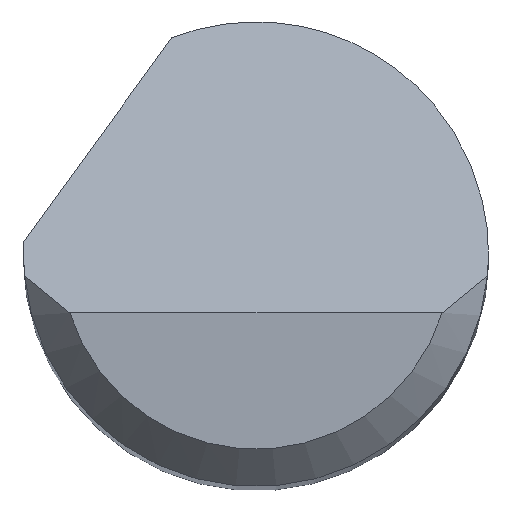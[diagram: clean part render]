
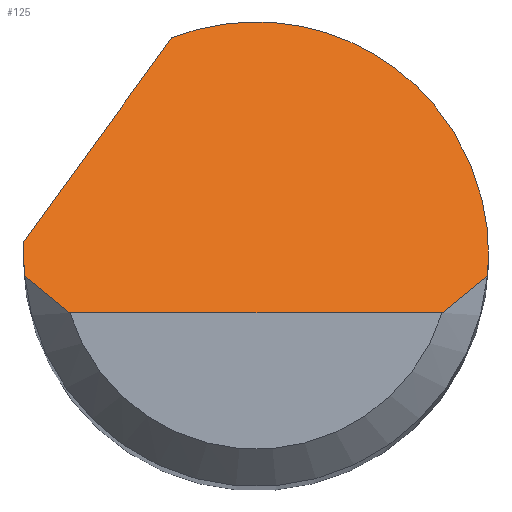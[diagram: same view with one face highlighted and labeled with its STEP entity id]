
A CAD part, top view. The second image highlights one B-rep face of the part: STEP entity #125.
In plain terms, the highlighted planar face has unit normal (0, 0.707, 0.707).
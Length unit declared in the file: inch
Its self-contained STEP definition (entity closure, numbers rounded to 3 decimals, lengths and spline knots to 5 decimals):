
#25 = EDGE_LOOP ( 'NONE', ( #463, #553, #901, #829, #386, #881, #344, #128 ) ) ;
#63 = CARTESIAN_POINT ( 'NONE',  ( -0.03394, 0.08739, 1.38886 ) ) ;
#64 = CARTESIAN_POINT ( 'NONE',  ( 0., -0.02375, 1.5 ) ) ;
#71 = CARTESIAN_POINT ( 'NONE',  ( 0.07508, -0.02375, 1.5 ) ) ;
#85 = EDGE_CURVE ( 'NONE', #491, #614, #501, .T. ) ;
#103 = CARTESIAN_POINT ( 'NONE',  ( 0.09334, -0.00875, 1.485 ) ) ;
#105 = CARTESIAN_POINT ( 'NONE',  ( -0.09334, -0.00875, 1.485 ) ) ;
#114 = VERTEX_POINT ( 'NONE', #875 ) ;
#120 = CARTESIAN_POINT ( 'NONE',  ( -0.08761, -0.01397, 1.49022 ) ) ;
#125 = ADVANCED_FACE ( 'NONE', ( #662 ), #374, .F. ) ;
#128 = ORIENTED_EDGE ( 'NONE', *, *, #884, .T. ) ;
#130 = B_SPLINE_CURVE_WITH_KNOTS ( 'NONE', 3,
 ( #517, #813, #596, #818 ),
 .UNSPECIFIED., .F., .F.,
 ( 4, 4 ),
 ( 0., 0.00071 ),
 .UNSPECIFIED. ) ;
#141 = EDGE_CURVE ( 'NONE', #614, #212, #130, .T. ) ;
#171 = EDGE_CURVE ( 'NONE', #819, #382, #437, .T. ) ;
#176 = EDGE_CURVE ( 'NONE', #430, #114, #653, .T. ) ;
#179 = VERTEX_POINT ( 'NONE', #428 ) ;
#187 = CARTESIAN_POINT ( 'NONE',  ( -0.08157, -0.019, 1.49525 ) ) ;
#212 = VERTEX_POINT ( 'NONE', #471 ) ;
#236 = CARTESIAN_POINT ( 'NONE',  ( -0.09375, -0.00292, 1.47917 ) ) ;
#240 = DIRECTION ( 'NONE',  ( 0.456, 0.629, -0.629 ) ) ;
#241 = EDGE_CURVE ( 'NONE', #179, #212, #920, .T. ) ;
#288 = CARTESIAN_POINT ( 'NONE',  ( -0.09371, 0.00333, 1.47292 ) ) ;
#303 = DIRECTION ( 'NONE',  ( 0., 0.707, -0.707 ) ) ;
#344 = ORIENTED_EDGE ( 'NONE', *, *, #171, .F. ) ;
#348 = EDGE_CURVE ( 'NONE', #382, #430, #633, .T. ) ;
#365 = EDGE_CURVE ( 'NONE', #114, #179, #559, .T. ) ;
#374 = PLANE ( 'NONE',  #419 ) ;
#377 = VECTOR ( 'NONE', #793, 39.37008 ) ;
#382 = VERTEX_POINT ( 'NONE', #565 ) ;
#386 = ORIENTED_EDGE ( 'NONE', *, *, #176, .F. ) ;
#411 = CARTESIAN_POINT ( 'NONE',  ( 0.03379, 0.11369, 1.36256 ) ) ;
#419 = AXIS2_PLACEMENT_3D ( 'NONE', #512, #440, #303 ) ;
#428 = CARTESIAN_POINT ( 'NONE',  ( 0.09375, 0., 1.47625 ) ) ;
#430 = VERTEX_POINT ( 'NONE', #927 ) ;
#437 =( BOUNDED_CURVE ( )  B_SPLINE_CURVE ( 3, ( #591, #886, #236, #890 ),
 .UNSPECIFIED., .F., .F. ) 
 B_SPLINE_CURVE_WITH_KNOTS ( ( 4, 4 ),
 ( 4.61892, 4.71239 ),
 .UNSPECIFIED. ) 
 CURVE ( )  GEOMETRIC_REPRESENTATION_ITEM ( )  RATIONAL_B_SPLINE_CURVE ( ( 1., 0.999, 0.999, 1. ) ) 
 REPRESENTATION_ITEM ( '' )  );
#440 = DIRECTION ( 'NONE',  ( 0., -0.707, -0.707 ) ) ;
#463 = ORIENTED_EDGE ( 'NONE', *, *, #85, .T. ) ;
#471 = CARTESIAN_POINT ( 'NONE',  ( 0.09334, -0.00875, 1.485 ) ) ;
#480 = CARTESIAN_POINT ( 'NONE',  ( 0.09375, 0.07266, 1.40359 ) ) ;
#491 = VERTEX_POINT ( 'NONE', #515 ) ;
#501 = LINE ( 'NONE', #64, #377 ) ;
#512 = CARTESIAN_POINT ( 'NONE',  ( -0.09375, -0.02375, 1.5 ) ) ;
#515 = CARTESIAN_POINT ( 'NONE',  ( -0.07508, -0.02375, 1.5 ) ) ;
#517 = CARTESIAN_POINT ( 'NONE',  ( 0.07508, -0.02375, 1.5 ) ) ;
#553 = ORIENTED_EDGE ( 'NONE', *, *, #141, .T. ) ;
#559 =( BOUNDED_CURVE ( )  B_SPLINE_CURVE ( 3, ( #63, #411, #480, #770 ),
 .UNSPECIFIED., .F., .F. ) 
 B_SPLINE_CURVE_WITH_KNOTS ( ( 4, 4 ),
 ( 5.91277, 7.85398 ),
 .UNSPECIFIED. ) 
 CURVE ( )  GEOMETRIC_REPRESENTATION_ITEM ( )  RATIONAL_B_SPLINE_CURVE ( ( 1., 0.71, 0.71, 1. ) ) 
 REPRESENTATION_ITEM ( '' )  );
#565 = CARTESIAN_POINT ( 'NONE',  ( -0.09375, 0., 1.47625 ) ) ;
#591 = CARTESIAN_POINT ( 'NONE',  ( -0.09334, -0.00875, 1.485 ) ) ;
#596 = CARTESIAN_POINT ( 'NONE',  ( 0.08761, -0.01397, 1.49022 ) ) ;
#600 = CARTESIAN_POINT ( 'NONE',  ( 0.09361, -0.00584, 1.48209 ) ) ;
#604 = CARTESIAN_POINT ( 'NONE',  ( -0.09334, -0.00875, 1.485 ) ) ;
#614 = VERTEX_POINT ( 'NONE', #71 ) ;
#633 =( BOUNDED_CURVE ( )  B_SPLINE_CURVE ( 3, ( #646, #711, #288, #842 ),
 .UNSPECIFIED., .F., .F. ) 
 B_SPLINE_CURVE_WITH_KNOTS ( ( 4, 4 ),
 ( 4.71239, 4.76575 ),
 .UNSPECIFIED. ) 
 CURVE ( )  GEOMETRIC_REPRESENTATION_ITEM ( )  RATIONAL_B_SPLINE_CURVE ( ( 1., 1., 1., 1. ) ) 
 REPRESENTATION_ITEM ( '' )  );
#646 = CARTESIAN_POINT ( 'NONE',  ( -0.09375, 0., 1.47625 ) ) ;
#653 = LINE ( 'NONE', #667, #940 ) ;
#662 = FACE_OUTER_BOUND ( 'NONE', #25, .T. ) ;
#667 = CARTESIAN_POINT ( 'NONE',  ( -0.11014, -0.01781, 1.49406 ) ) ;
#675 = B_SPLINE_CURVE_WITH_KNOTS ( 'NONE', 3,
 ( #105, #120, #187, #830 ),
 .UNSPECIFIED., .F., .F.,
 ( 4, 4 ),
 ( 0., 0.00071 ),
 .UNSPECIFIED. ) ;
#711 = CARTESIAN_POINT ( 'NONE',  ( -0.09375, 0.00167, 1.47458 ) ) ;
#757 = CARTESIAN_POINT ( 'NONE',  ( 0.09375, -0.00292, 1.47917 ) ) ;
#770 = CARTESIAN_POINT ( 'NONE',  ( 0.09375, 0., 1.47625 ) ) ;
#793 = DIRECTION ( 'NONE',  ( 1., 0., 0. ) ) ;
#813 = CARTESIAN_POINT ( 'NONE',  ( 0.08157, -0.019, 1.49525 ) ) ;
#818 = CARTESIAN_POINT ( 'NONE',  ( 0.09334, -0.00875, 1.485 ) ) ;
#819 = VERTEX_POINT ( 'NONE', #604 ) ;
#829 = ORIENTED_EDGE ( 'NONE', *, *, #365, .F. ) ;
#830 = CARTESIAN_POINT ( 'NONE',  ( -0.07508, -0.02375, 1.5 ) ) ;
#842 = CARTESIAN_POINT ( 'NONE',  ( -0.09362, 0.005, 1.47125 ) ) ;
#875 = CARTESIAN_POINT ( 'NONE',  ( -0.03394, 0.08739, 1.38886 ) ) ;
#881 = ORIENTED_EDGE ( 'NONE', *, *, #348, .F. ) ;
#884 = EDGE_CURVE ( 'NONE', #819, #491, #675, .T. ) ;
#886 = CARTESIAN_POINT ( 'NONE',  ( -0.09361, -0.00584, 1.48209 ) ) ;
#890 = CARTESIAN_POINT ( 'NONE',  ( -0.09375, 0., 1.47625 ) ) ;
#901 = ORIENTED_EDGE ( 'NONE', *, *, #241, .F. ) ;
#904 = CARTESIAN_POINT ( 'NONE',  ( 0.09375, 0., 1.47625 ) ) ;
#920 =( BOUNDED_CURVE ( )  B_SPLINE_CURVE ( 3, ( #904, #757, #600, #103 ),
 .UNSPECIFIED., .F., .F. ) 
 B_SPLINE_CURVE_WITH_KNOTS ( ( 4, 4 ),
 ( 1.5708, 1.66427 ),
 .UNSPECIFIED. ) 
 CURVE ( )  GEOMETRIC_REPRESENTATION_ITEM ( )  RATIONAL_B_SPLINE_CURVE ( ( 1., 0.999, 0.999, 1. ) ) 
 REPRESENTATION_ITEM ( '' )  );
#927 = CARTESIAN_POINT ( 'NONE',  ( -0.09362, 0.005, 1.47125 ) ) ;
#940 = VECTOR ( 'NONE', #240, 39.37008 ) ;
